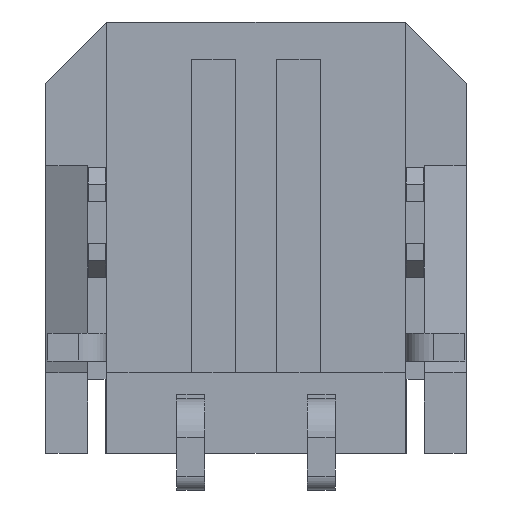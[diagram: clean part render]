
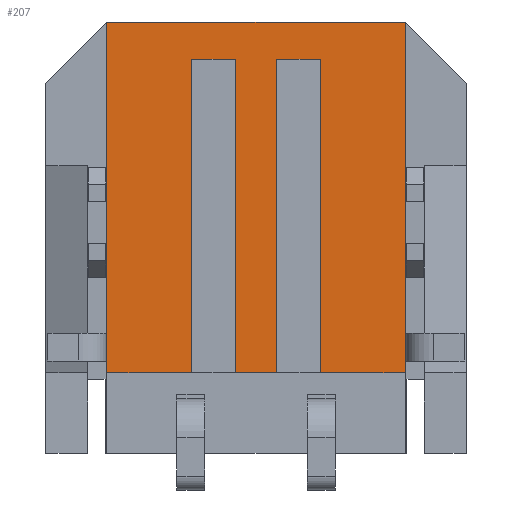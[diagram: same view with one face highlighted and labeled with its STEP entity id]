
A CAD part, front view. The second image highlights one B-rep face of the part: STEP entity #207.
In plain terms, the highlighted planar face has unit normal (0, -1, 0).
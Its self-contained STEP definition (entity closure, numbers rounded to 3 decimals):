
#207 = ADVANCED_FACE( '', ( #532 ), #533, .T. );
#532 = FACE_OUTER_BOUND( '', #994, .T. );
#533 = PLANE( '', #995 );
#994 = EDGE_LOOP( '', ( #2068, #2069, #2070, #2071, #2072, #2073, #2074, #2075, #2076, #2077, #2078, #2079 ) );
#995 = AXIS2_PLACEMENT_3D( '', #2080, #2081, #2082 );
#2068 = ORIENTED_EDGE( '', *, *, #3619, .F. );
#2069 = ORIENTED_EDGE( '', *, *, #3315, .T. );
#2070 = ORIENTED_EDGE( '', *, *, #3620, .F. );
#2071 = ORIENTED_EDGE( '', *, *, #3506, .F. );
#2072 = ORIENTED_EDGE( '', *, *, #3621, .F. );
#2073 = ORIENTED_EDGE( '', *, *, #3622, .T. );
#2074 = ORIENTED_EDGE( '', *, *, #3623, .F. );
#2075 = ORIENTED_EDGE( '', *, *, #3563, .F. );
#2076 = ORIENTED_EDGE( '', *, *, #3624, .F. );
#2077 = ORIENTED_EDGE( '', *, *, #3498, .F. );
#2078 = ORIENTED_EDGE( '', *, *, #3431, .F. );
#2079 = ORIENTED_EDGE( '', *, *, #3584, .T. );
#2080 = CARTESIAN_POINT( '', ( -4.825, -1.93, 4.95 ) );
#2081 = DIRECTION( '', ( 0., -1., 0. ) );
#2082 = DIRECTION( '', ( 0., 0., -1. ) );
#3315 = EDGE_CURVE( '', #4045, #4047, #4049, .T. );
#3431 = EDGE_CURVE( '', #4261, #4264, #4265, .T. );
#3498 = EDGE_CURVE( '', #4264, #4381, #4382, .T. );
#3506 = EDGE_CURVE( '', #4394, #4392, #4396, .T. );
#3563 = EDGE_CURVE( '', #4485, #4483, #4487, .T. );
#3584 = EDGE_CURVE( '', #4261, #4524, #4526, .T. );
#3619 = EDGE_CURVE( '', #4045, #4524, #4579, .T. );
#3620 = EDGE_CURVE( '', #4392, #4047, #4580, .T. );
#3621 = EDGE_CURVE( '', #4581, #4394, #4582, .T. );
#3622 = EDGE_CURVE( '', #4581, #4583, #4584, .T. );
#3623 = EDGE_CURVE( '', #4483, #4583, #4585, .T. );
#3624 = EDGE_CURVE( '', #4381, #4485, #4586, .T. );
#4045 = VERTEX_POINT( '', #5186 );
#4047 = VERTEX_POINT( '', #5189 );
#4049 = LINE( '', #5192, #5193 );
#4261 = VERTEX_POINT( '', #5518 );
#4264 = VERTEX_POINT( '', #5522 );
#4265 = LINE( '', #5523, #5524 );
#4381 = VERTEX_POINT( '', #5701 );
#4382 = LINE( '', #5702, #5703 );
#4392 = VERTEX_POINT( '', #5718 );
#4394 = VERTEX_POINT( '', #5721 );
#4396 = LINE( '', #5724, #5725 );
#4483 = VERTEX_POINT( '', #5863 );
#4485 = VERTEX_POINT( '', #5866 );
#4487 = LINE( '', #5869, #5870 );
#4524 = VERTEX_POINT( '', #5926 );
#4526 = LINE( '', #5929, #5930 );
#4579 = LINE( '', #6011, #6012 );
#4580 = LINE( '', #6013, #6014 );
#4581 = VERTEX_POINT( '', #6015 );
#4582 = LINE( '', #6016, #6017 );
#4583 = VERTEX_POINT( '', #6018 );
#4584 = LINE( '', #6019, #6020 );
#4585 = LINE( '', #6021, #6022 );
#4586 = LINE( '', #6023, #6024 );
#5186 = CARTESIAN_POINT( '', ( -1.475, -1.93, -3.1 ) );
#5189 = CARTESIAN_POINT( '', ( -1.475, -1.93, 4.1 ) );
#5192 = CARTESIAN_POINT( '', ( -1.475, -1.93, -3.1 ) );
#5193 = VECTOR( '', #6625, 1000. );
#5518 = CARTESIAN_POINT( '', ( -3.425, -1.93, 4.95 ) );
#5522 = CARTESIAN_POINT( '', ( 3.425, -1.93, 4.95 ) );
#5523 = CARTESIAN_POINT( '', ( -3.425, -1.93, 4.95 ) );
#5524 = VECTOR( '', #6743, 1000. );
#5701 = CARTESIAN_POINT( '', ( 3.425, -1.93, -3.1 ) );
#5702 = CARTESIAN_POINT( '', ( 3.425, -1.93, 4.95 ) );
#5703 = VECTOR( '', #6820, 1000. );
#5718 = CARTESIAN_POINT( '', ( -0.475, -1.93, 4.1 ) );
#5721 = CARTESIAN_POINT( '', ( -0.475, -1.93, -3.1 ) );
#5724 = CARTESIAN_POINT( '', ( -0.475, -1.93, -3.1 ) );
#5725 = VECTOR( '', #6828, 1000. );
#5863 = CARTESIAN_POINT( '', ( 1.475, -1.93, 4.1 ) );
#5866 = CARTESIAN_POINT( '', ( 1.475, -1.93, -3.1 ) );
#5869 = CARTESIAN_POINT( '', ( 1.475, -1.93, -3.1 ) );
#5870 = VECTOR( '', #6891, 1000. );
#5926 = CARTESIAN_POINT( '', ( -3.425, -1.93, -3.1 ) );
#5929 = CARTESIAN_POINT( '', ( -3.425, -1.93, 4.95 ) );
#5930 = VECTOR( '', #6912, 1000. );
#6011 = CARTESIAN_POINT( '', ( -1.475, -1.93, -3.1 ) );
#6012 = VECTOR( '', #6959, 1000. );
#6013 = CARTESIAN_POINT( '', ( -0.475, -1.93, 4.1 ) );
#6014 = VECTOR( '', #6960, 1000. );
#6015 = CARTESIAN_POINT( '', ( 0.475, -1.93, -3.1 ) );
#6016 = CARTESIAN_POINT( '', ( 0.475, -1.93, -3.1 ) );
#6017 = VECTOR( '', #6961, 1000. );
#6018 = CARTESIAN_POINT( '', ( 0.475, -1.93, 4.1 ) );
#6019 = CARTESIAN_POINT( '', ( 0.475, -1.93, -3.1 ) );
#6020 = VECTOR( '', #6962, 1000. );
#6021 = CARTESIAN_POINT( '', ( 1.475, -1.93, 4.1 ) );
#6022 = VECTOR( '', #6963, 1000. );
#6023 = CARTESIAN_POINT( '', ( 3.425, -1.93, -3.1 ) );
#6024 = VECTOR( '', #6964, 1000. );
#6625 = DIRECTION( '', ( 0., 0., 1. ) );
#6743 = DIRECTION( '', ( 1., 0., 0. ) );
#6820 = DIRECTION( '', ( 0., 0., -1. ) );
#6828 = DIRECTION( '', ( 0., 0., 1. ) );
#6891 = DIRECTION( '', ( 0., 0., 1. ) );
#6912 = DIRECTION( '', ( 0., 0., -1. ) );
#6959 = DIRECTION( '', ( -1., 0., 0. ) );
#6960 = DIRECTION( '', ( -1., 0., 0. ) );
#6961 = DIRECTION( '', ( -1., 0., 0. ) );
#6962 = DIRECTION( '', ( 0., 0., 1. ) );
#6963 = DIRECTION( '', ( -1., 0., 0. ) );
#6964 = DIRECTION( '', ( -1., 0., 0. ) );
